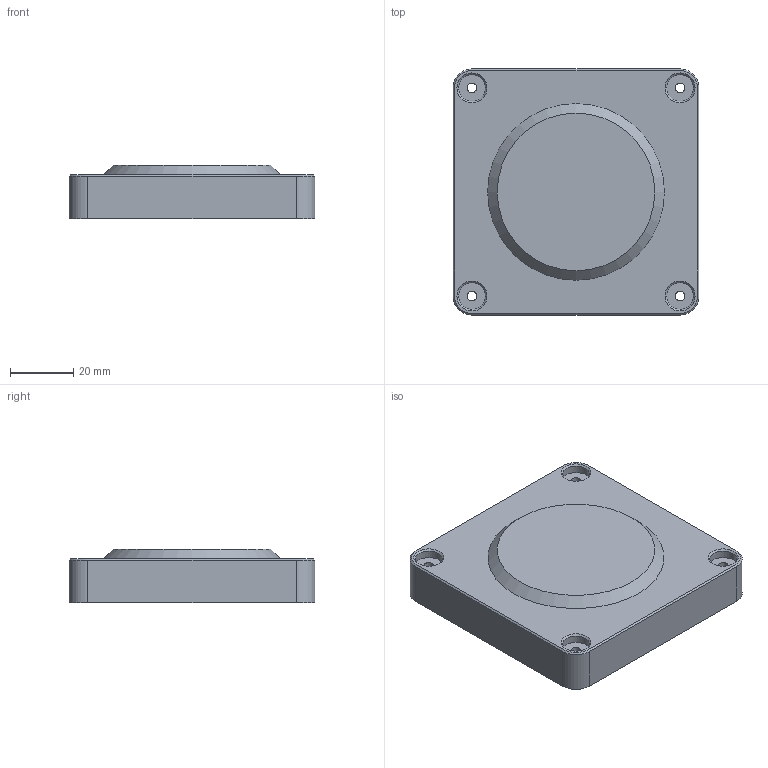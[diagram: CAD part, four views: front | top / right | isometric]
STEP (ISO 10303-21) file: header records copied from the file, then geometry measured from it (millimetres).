
FILE_DESCRIPTION(/* description */ (''),/* implementation_level */ '2;1');
FILE_NAME(/* name */ 'backlight v7.step',/* time_stamp */ '2020-08-28T11:57:10-07:00',/* author */ (''),/* organization */ (''),/* preprocessor_version */ 'ST-DEVELOPER v18.1',/* originating_system */ 'Autodesk Translation Framework v9.3.0.1241',/* authorisation */ '');
FILE_SCHEMA (('AUTOMOTIVE_DESIGN { 1 0 10303 214 3 1 1 }'));
Length unit declared in the file: millimetre
Products named in the file (1): backlight
Bounding box: 78 x 78 x 17 mm (x, y, z)
Volume: 37859.8 mm3; surface area: 24054.4 mm2
Topology: 2 solids, 2 shells, 104 faces, 236 edges, 153 vertices
Faces by surface type: plane 78, cylinder 16, cone 10
Full cylindrical faces by diameter (mm): 3 x4, 8.5 x4, 49 x1
Entity records: 2976 total; most frequent: DIRECTION 511, CARTESIAN_POINT 494, ORIENTED_EDGE 472, EDGE_CURVE 236, LINE 171, VECTOR 171, AXIS2_PLACEMENT_3D 170, VERTEX_POINT 153
